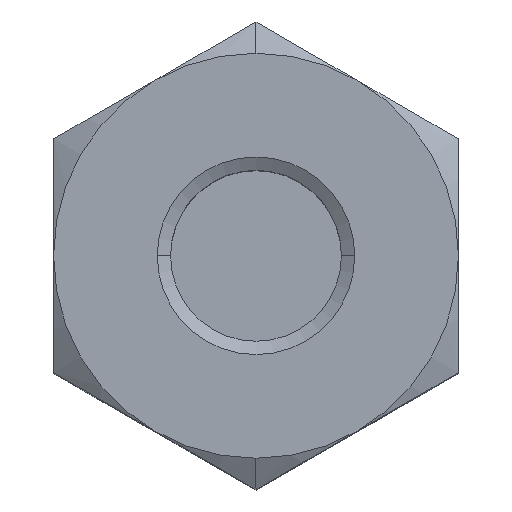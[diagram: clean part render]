
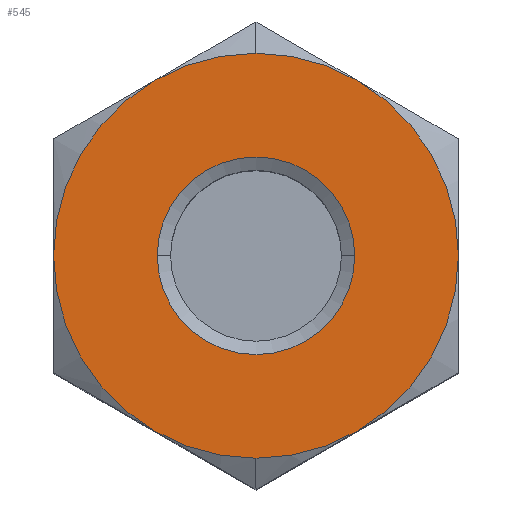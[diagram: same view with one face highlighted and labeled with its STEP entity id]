
A CAD part, top view. The second image highlights one B-rep face of the part: STEP entity #545.
In plain terms, the highlighted planar face has unit normal (0, 0, 1).
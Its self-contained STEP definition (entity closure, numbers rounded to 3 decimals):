
#459=EDGE_CURVE('',#1077,#625,#1188,.T.);
#479=EDGE_CURVE('',#887,#541,#1211,.T.);
#541=VERTEX_POINT('',#1280);
#545=ADVANCED_FACE('',(#1284,#1285),#1286,.T.);
#625=VERTEX_POINT('',#1377);
#747=VERTEX_POINT('',#1517);
#799=VERTEX_POINT('',#1575);
#887=VERTEX_POINT('',#1674);
#905=VERTEX_POINT('',#1693);
#921=EDGE_CURVE('',#541,#887,#1711,.T.);
#933=VERTEX_POINT('',#1726);
#935=EDGE_CURVE('',#747,#905,#1728,.T.);
#987=VERTEX_POINT('',#1785);
#991=EDGE_CURVE('',#799,#1077,#1789,.T.);
#1005=EDGE_CURVE('',#625,#1041,#1803,.T.);
#1013=EDGE_CURVE('',#1041,#987,#1814,.T.);
#1023=EDGE_CURVE('',#987,#933,#1824,.T.);
#1035=EDGE_CURVE('',#933,#747,#1836,.T.);
#1041=VERTEX_POINT('',#1842);
#1053=EDGE_CURVE('',#905,#799,#1856,.T.);
#1077=VERTEX_POINT('',#1881);
#1188=CIRCLE('',#2067,20.5);
#1211=CIRCLE('',#2105,10.);
#1280=CARTESIAN_POINT('',(10.,0.,0.));
#1284=FACE_BOUND('',#2214,.T.);
#1285=FACE_OUTER_BOUND('',#2215,.T.);
#1286=PLANE('',#2216);
#1377=CARTESIAN_POINT('',(0.,-20.5,0.));
#1517=CARTESIAN_POINT('',(0.,20.5,0.));
#1575=CARTESIAN_POINT('',(20.5,0.,0.));
#1674=CARTESIAN_POINT('',(-10.0,0.,0.));
#1693=CARTESIAN_POINT('',(10.25,17.754,0.));
#1711=CIRCLE('',#2963,10.);
#1726=CARTESIAN_POINT('',(-10.25,17.754,0.));
#1728=CIRCLE('',#2982,20.5);
#1785=CARTESIAN_POINT('',(-20.5,0.,0.));
#1789=CIRCLE('',#3104,20.5);
#1803=CIRCLE('',#3146,20.5);
#1814=CIRCLE('',#3159,20.5);
#1824=CIRCLE('',#3186,20.5);
#1836=CIRCLE('',#3202,20.5);
#1842=CARTESIAN_POINT('',(-10.25,-17.754,0.));
#1856=CIRCLE('',#3253,20.5);
#1881=CARTESIAN_POINT('',(10.25,-17.754,0.));
#2067=AXIS2_PLACEMENT_3D('',#3425,#3426,#3427);
#2105=AXIS2_PLACEMENT_3D('',#3452,#3453,#3454);
#2214=EDGE_LOOP('',(#3543,#3544));
#2215=EDGE_LOOP('',(#3545,#3546,#3547,#3548,#3549,#3550,#3551,#3552));
#2216=AXIS2_PLACEMENT_3D('',#3553,#3554,#3555);
#2963=AXIS2_PLACEMENT_3D('',#4060,#4061,#4062);
#2982=AXIS2_PLACEMENT_3D('',#4096,#4097,#4098);
#3104=AXIS2_PLACEMENT_3D('',#4166,#4167,#4168);
#3146=AXIS2_PLACEMENT_3D('',#4175,#4176,#4177);
#3159=AXIS2_PLACEMENT_3D('',#4198,#4199,#4200);
#3186=AXIS2_PLACEMENT_3D('',#4204,#4205,#4206);
#3202=AXIS2_PLACEMENT_3D('',#4211,#4212,#4213);
#3253=AXIS2_PLACEMENT_3D('',#4226,#4227,#4228);
#3425=CARTESIAN_POINT('',(0.,0.,0.));
#3426=DIRECTION('',(0.,0.,-1.0));
#3427=DIRECTION('',(0.,1.0,0.));
#3452=CARTESIAN_POINT('',(0.,0.,0.));
#3453=DIRECTION('',(0.,0.,-1.0));
#3454=DIRECTION('',(-1.0,0.,0.));
#3543=ORIENTED_EDGE('',*,*,#479,.T.);
#3544=ORIENTED_EDGE('',*,*,#921,.T.);
#3545=ORIENTED_EDGE('',*,*,#1035,.F.);
#3546=ORIENTED_EDGE('',*,*,#1023,.F.);
#3547=ORIENTED_EDGE('',*,*,#1013,.F.);
#3548=ORIENTED_EDGE('',*,*,#1005,.F.);
#3549=ORIENTED_EDGE('',*,*,#459,.F.);
#3550=ORIENTED_EDGE('',*,*,#991,.F.);
#3551=ORIENTED_EDGE('',*,*,#1053,.F.);
#3552=ORIENTED_EDGE('',*,*,#935,.F.);
#3553=CARTESIAN_POINT('',(0.,14.575,0.));
#3554=DIRECTION('',(0.,0.,1.0));
#3555=DIRECTION('',(0.,1.0,0.));
#4060=CARTESIAN_POINT('',(0.,0.,0.));
#4061=DIRECTION('',(0.,0.,-1.0));
#4062=DIRECTION('',(-1.0,0.,0.));
#4096=CARTESIAN_POINT('',(0.,0.,0.));
#4097=DIRECTION('',(0.,0.,-1.0));
#4098=DIRECTION('',(0.,1.0,0.));
#4166=CARTESIAN_POINT('',(0.,0.,0.));
#4167=DIRECTION('',(0.,0.,-1.0));
#4168=DIRECTION('',(0.,1.0,0.));
#4175=CARTESIAN_POINT('',(0.,0.,0.));
#4176=DIRECTION('',(0.,0.,-1.0));
#4177=DIRECTION('',(0.,1.0,0.));
#4198=CARTESIAN_POINT('',(0.,0.,0.));
#4199=DIRECTION('',(0.,0.,-1.0));
#4200=DIRECTION('',(0.,1.0,0.));
#4204=CARTESIAN_POINT('',(0.,0.,0.));
#4205=DIRECTION('',(0.,0.,-1.0));
#4206=DIRECTION('',(0.,1.0,0.));
#4211=CARTESIAN_POINT('',(0.,0.,0.));
#4212=DIRECTION('',(0.,0.,-1.0));
#4213=DIRECTION('',(0.,1.0,0.));
#4226=CARTESIAN_POINT('',(0.,0.,0.));
#4227=DIRECTION('',(0.,0.,-1.0));
#4228=DIRECTION('',(0.,1.0,0.));
